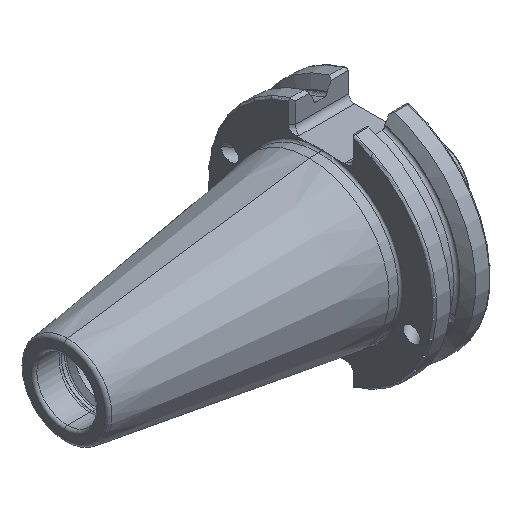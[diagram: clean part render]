
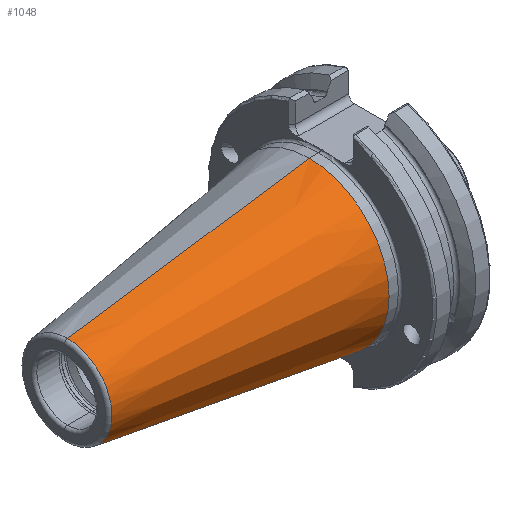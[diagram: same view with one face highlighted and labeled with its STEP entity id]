
A CAD part, isometric view. The second image highlights one B-rep face of the part: STEP entity #1048.
In plain terms, the highlighted conical face has half-angle 8.297 degrees and reference radius 22.225 mm.
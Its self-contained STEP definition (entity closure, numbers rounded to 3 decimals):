
#100 = EDGE_CURVE ( 'NONE', #1159, #4409, #3383, .T. ) ;
#374 = CONICAL_SURFACE ( 'NONE', #887, 22.225, 0.145 ) ;
#515 = FACE_OUTER_BOUND ( 'NONE', #2329, .T. ) ;
#861 = EDGE_CURVE ( 'NONE', #3753, #1159, #1142, .T. ) ;
#887 = AXIS2_PLACEMENT_3D ( 'NONE', #3607, #3482, #3598 ) ;
#1048 = ADVANCED_FACE ( 'NONE', ( #515 ), #374, .T. ) ;
#1094 = ORIENTED_EDGE ( 'NONE', *, *, #1278, .T. ) ;
#1142 = CIRCLE ( 'NONE', #2175, 12.397 ) ;
#1159 = VERTEX_POINT ( 'NONE', #4284 ) ;
#1278 = EDGE_CURVE ( 'NONE', #3992, #4409, #5162, .T. ) ;
#1287 = EDGE_CURVE ( 'NONE', #3753, #3992, #5238, .T. ) ;
#1813 = ORIENTED_EDGE ( 'NONE', *, *, #1287, .T. ) ;
#1825 = DIRECTION ( 'NONE',  ( -1., 0., 0. ) ) ;
#2133 = CARTESIAN_POINT ( 'NONE',  ( 0., 0., 22.225 ) ) ;
#2175 = AXIS2_PLACEMENT_3D ( 'NONE', #2255, #2259, #2275 ) ;
#2255 = CARTESIAN_POINT ( 'NONE',  ( -67.394, 0., 0. ) ) ;
#2259 = DIRECTION ( 'NONE',  ( -1., 0., 0. ) ) ;
#2275 = DIRECTION ( 'NONE',  ( 0., 0., 1. ) ) ;
#2329 = EDGE_LOOP ( 'NONE', ( #4169, #5280, #1813, #1094 ) ) ;
#2974 = CARTESIAN_POINT ( 'NONE',  ( -67.394, 0., -12.397 ) ) ;
#3381 = VECTOR ( 'NONE', #4824, 1000. ) ;
#3383 = LINE ( 'NONE', #4764, #3381 ) ;
#3482 = DIRECTION ( 'NONE',  ( 1., 0., 0. ) ) ;
#3598 = DIRECTION ( 'NONE',  ( 0., 0., -1. ) ) ;
#3607 = CARTESIAN_POINT ( 'NONE',  ( 0., 0., 0. ) ) ;
#3753 = VERTEX_POINT ( 'NONE', #2974 ) ;
#3992 = VERTEX_POINT ( 'NONE', #4350 ) ;
#4169 = ORIENTED_EDGE ( 'NONE', *, *, #100, .F. ) ;
#4284 = CARTESIAN_POINT ( 'NONE',  ( -67.394, 0., 12.397 ) ) ;
#4350 = CARTESIAN_POINT ( 'NONE',  ( 0., 0., -22.225 ) ) ;
#4409 = VERTEX_POINT ( 'NONE', #2133 ) ;
#4764 = CARTESIAN_POINT ( 'NONE',  ( 0., 0., 22.225 ) ) ;
#4781 = CARTESIAN_POINT ( 'NONE',  ( 0., 0., -22.225 ) ) ;
#4790 = CARTESIAN_POINT ( 'NONE',  ( 0., 0., 0. ) ) ;
#4797 = DIRECTION ( 'NONE',  ( 0., 0., 1. ) ) ;
#4818 = DIRECTION ( 'NONE',  ( 0.99, 0., -0.144 ) ) ;
#4824 = DIRECTION ( 'NONE',  ( 0.99, 0., 0.144 ) ) ;
#5162 = CIRCLE ( 'NONE', #5548, 22.225 ) ;
#5238 = LINE ( 'NONE', #4781, #5632 ) ;
#5280 = ORIENTED_EDGE ( 'NONE', *, *, #861, .F. ) ;
#5548 = AXIS2_PLACEMENT_3D ( 'NONE', #4790, #1825, #4797 ) ;
#5632 = VECTOR ( 'NONE', #4818, 1000. ) ;
